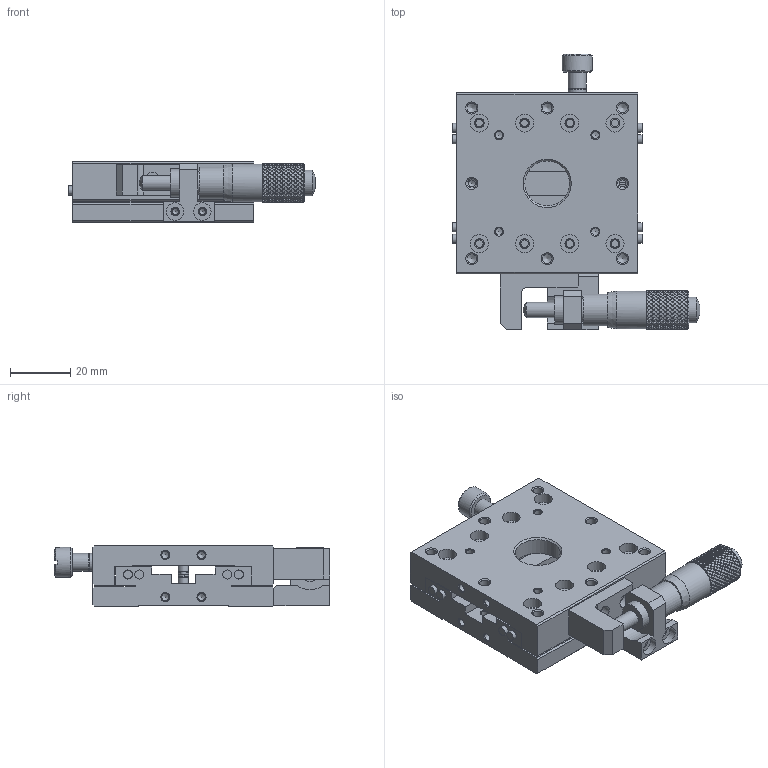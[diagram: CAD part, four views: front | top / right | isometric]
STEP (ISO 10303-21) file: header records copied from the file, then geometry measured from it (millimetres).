
FILE_DESCRIPTION (( 'STEP AP203' ), '1' );
FILE_NAME ('528849.STEP', '2024-10-16T07:42:01', ( 'Windows User' ), ( 'P R C' ), 'SwSTEP 2.0', 'SolidWorks 2020', '' );
FILE_SCHEMA (( 'CONFIG_CONTROL_DESIGN' ));
Products named in the file (1): 528849
Bounding box: 82.14 x 91.3 x 20 mm (x, y, z)
Volume: 69955.8 mm3; surface area: 32724.2 mm2
Topology: 3 solids, 10 shells, 3312 faces, 6812 edges, 3580 vertices
Faces by surface type: bspline 2162, cylinder 724, plane 229, cone 197
Full cylindrical faces by diameter (mm): 1.567 x12, 2 x2, 2.013 x8, 2.459 x22, 2.5 x18, 2.8 x4, 3 x9, 3.2 x9, 3.242 x8, 3.4 x4, 4.4 x16, 4.5 x4, 5 x3, 5.8 x2, 6 x10, 7.5 x2, 8 x4, 8.5 x1, 9.5 x3, 10 x1, 10.5 x1, 12.5 x1, 14.917 x1
Entity records: 147019 total; most frequent: CARTESIAN_POINT 104467, ORIENTED_EDGE 12944, EDGE_CURVE 6472, EDGE_LOOP 3678, DIRECTION 3676, VERTEX_POINT 3484, FACE_OUTER_BOUND 3457, ADVANCED_FACE 3312
